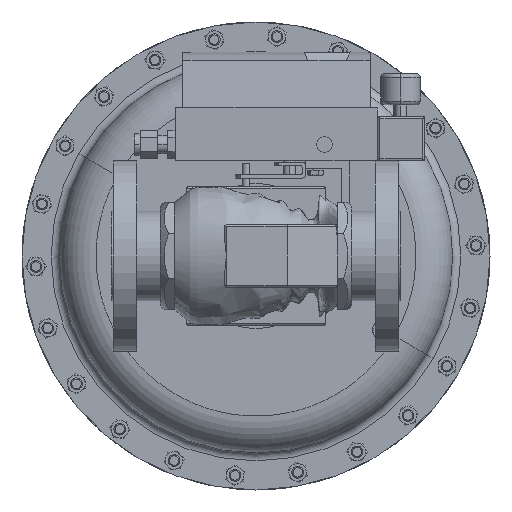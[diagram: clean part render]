
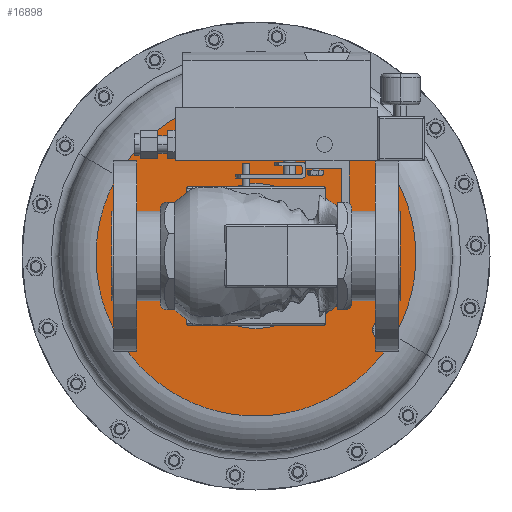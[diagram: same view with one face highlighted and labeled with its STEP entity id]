
A CAD part, front view. The second image highlights one B-rep face of the part: STEP entity #16898.
In plain terms, the highlighted planar face has unit normal (0, -1, 0).
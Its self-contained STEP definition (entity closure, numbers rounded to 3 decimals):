
#1808 = EDGE_CURVE ( 'NONE', #5110, #51506, #17684, .T. ) ;
#3638 = AXIS2_PLACEMENT_3D ( 'NONE', #60061, #23522, #66225 ) ;
#3870 = CARTESIAN_POINT ( 'NONE',  ( 0., 8.92, 2.325 ) ) ;
#5110 = VERTEX_POINT ( 'NONE', #36886 ) ;
#8329 = CARTESIAN_POINT ( 'NONE',  ( 3.789, 8.92, -2.188 ) ) ;
#9622 = CARTESIAN_POINT ( 'NONE',  ( 0., 8.92, 0. ) ) ;
#9883 = CARTESIAN_POINT ( 'NONE',  ( 4.114, 8.92, -2.375 ) ) ;
#10466 = PLANE ( 'NONE',  #52839 ) ;
#10496 = DIRECTION ( 'NONE',  ( 0., 1., 0. ) ) ;
#13840 = FACE_BOUND ( 'NONE', #43027, .T. ) ;
#14914 = AXIS2_PLACEMENT_3D ( 'NONE', #9622, #52338, #15778 ) ;
#15126 = ORIENTED_EDGE ( 'NONE', *, *, #33024, .F. ) ;
#15445 = CIRCLE ( 'NONE', #3638, 2.325 ) ;
#15778 = DIRECTION ( 'NONE',  ( 0., 0., -1. ) ) ;
#16035 = DIRECTION ( 'NONE',  ( 0.866, 0., -0.5 ) ) ;
#16428 = CARTESIAN_POINT ( 'NONE',  ( -4.438, 8.92, 2.563 ) ) ;
#16898 = ADVANCED_FACE ( 'NONE', ( #13840, #44362 ), #10466, .T. ) ;
#17684 = CIRCLE ( 'NONE', #14914, 2.325 ) ;
#18362 = DIRECTION ( 'NONE',  ( 0., 1., 0. ) ) ;
#22784 = DIRECTION ( 'NONE',  ( 0., -1., 0. ) ) ;
#23522 = DIRECTION ( 'NONE',  ( 0., -1., 0. ) ) ;
#25604 = DIRECTION ( 'NONE',  ( 0., 1., 0. ) ) ;
#27533 = CIRCLE ( 'NONE', #45856, 0.375 ) ;
#28004 = EDGE_CURVE ( 'NONE', #51506, #5110, #15445, .T. ) ;
#31315 = CIRCLE ( 'NONE', #40091, 5.125 ) ;
#33024 = EDGE_CURVE ( 'NONE', #59087, #70505, #31315, .T. ) ;
#33462 = EDGE_LOOP ( 'NONE', ( #15126, #37650, #49753, #55962 ) ) ;
#36886 = CARTESIAN_POINT ( 'NONE',  ( 0., 8.92, -2.325 ) ) ;
#37650 = ORIENTED_EDGE ( 'NONE', *, *, #63331, .T. ) ;
#40091 = AXIS2_PLACEMENT_3D ( 'NONE', #47042, #10496, #53211 ) ;
#41112 = CIRCLE ( 'NONE', #56424, 0.375 ) ;
#42963 = CIRCLE ( 'NONE', #49330, 5.125 ) ;
#43027 = EDGE_LOOP ( 'NONE', ( #70373, #58680 ) ) ;
#44362 = FACE_OUTER_BOUND ( 'NONE', #33462, .T. ) ;
#45856 = AXIS2_PLACEMENT_3D ( 'NONE', #9883, #52599, #16035 ) ;
#47042 = CARTESIAN_POINT ( 'NONE',  ( 0., 8.92, 0. ) ) ;
#49330 = AXIS2_PLACEMENT_3D ( 'NONE', #54930, #18362, #61094 ) ;
#49356 = VERTEX_POINT ( 'NONE', #8329 ) ;
#49753 = ORIENTED_EDGE ( 'NONE', *, *, #72178, .T. ) ;
#51506 = VERTEX_POINT ( 'NONE', #3870 ) ;
#52338 = DIRECTION ( 'NONE',  ( 0., -1., 0. ) ) ;
#52599 = DIRECTION ( 'NONE',  ( 0., 1., 0. ) ) ;
#52839 = AXIS2_PLACEMENT_3D ( 'NONE', #59321, #22784, #65514 ) ;
#53211 = DIRECTION ( 'NONE',  ( 0.866, 0., -0.5 ) ) ;
#54686 = CARTESIAN_POINT ( 'NONE',  ( 4.438, 8.92, -2.563 ) ) ;
#54930 = CARTESIAN_POINT ( 'NONE',  ( 0., 8.92, 0. ) ) ;
#55962 = ORIENTED_EDGE ( 'NONE', *, *, #73346, .F. ) ;
#56424 = AXIS2_PLACEMENT_3D ( 'NONE', #62166, #25604, #68349 ) ;
#58680 = ORIENTED_EDGE ( 'NONE', *, *, #28004, .F. ) ;
#59087 = VERTEX_POINT ( 'NONE', #54686 ) ;
#59321 = CARTESIAN_POINT ( 'NONE',  ( -2.563, 8.92, -4.438 ) ) ;
#60061 = CARTESIAN_POINT ( 'NONE',  ( 0., 8.92, 0. ) ) ;
#61094 = DIRECTION ( 'NONE',  ( 0.866, 0., -0.5 ) ) ;
#62166 = CARTESIAN_POINT ( 'NONE',  ( 4.114, 8.92, -2.375 ) ) ;
#63331 = EDGE_CURVE ( 'NONE', #59087, #49356, #27533, .T. ) ;
#65514 = DIRECTION ( 'NONE',  ( -0.866, 0., 0.5 ) ) ;
#66225 = DIRECTION ( 'NONE',  ( 0., 0., -1. ) ) ;
#68349 = DIRECTION ( 'NONE',  ( 0.866, 0., -0.5 ) ) ;
#70373 = ORIENTED_EDGE ( 'NONE', *, *, #1808, .F. ) ;
#70505 = VERTEX_POINT ( 'NONE', #16428 ) ;
#72178 = EDGE_CURVE ( 'NONE', #49356, #59087, #41112, .T. ) ;
#73346 = EDGE_CURVE ( 'NONE', #70505, #59087, #42963, .T. ) ;
